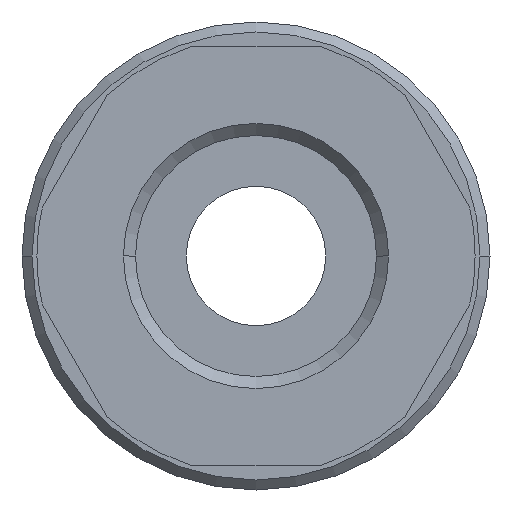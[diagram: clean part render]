
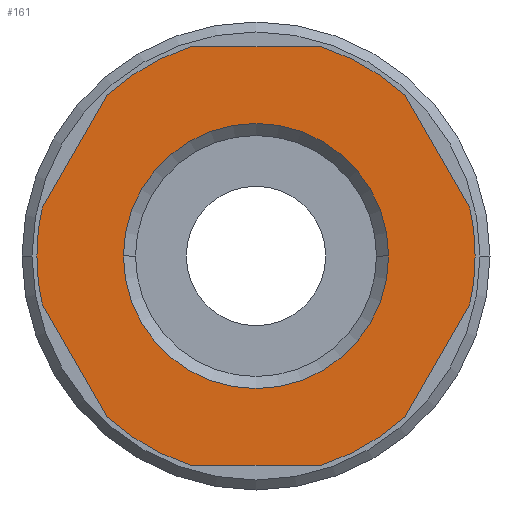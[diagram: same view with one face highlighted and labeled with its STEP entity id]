
A CAD part, front view. The second image highlights one B-rep face of the part: STEP entity #161.
In plain terms, the highlighted planar face has unit normal (0, -1, 0).
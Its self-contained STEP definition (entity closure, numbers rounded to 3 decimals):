
#161=ADVANCED_FACE('',(#422,#423),#424,.T.);
#422=FACE_BOUND('',#791,.T.);
#423=FACE_OUTER_BOUND('',#792,.T.);
#424=PLANE('',#793);
#791=EDGE_LOOP('',(#30348,#30349));
#792=EDGE_LOOP('',(#30350,#30351,#30352,#30353,#30354,#30355,#30356,#30357,#30358,#30359,#30360,#30361,#30362,#30363));
#793=AXIS2_PLACEMENT_3D('',#30364,#30365,#30366);
#30348=ORIENTED_EDGE('',*,*,#31287,.T.);
#30349=ORIENTED_EDGE('',*,*,#31288,.T.);
#30350=ORIENTED_EDGE('',*,*,#31289,.T.);
#30351=ORIENTED_EDGE('',*,*,#31290,.F.);
#30352=ORIENTED_EDGE('',*,*,#31291,.T.);
#30353=ORIENTED_EDGE('',*,*,#31292,.F.);
#30354=ORIENTED_EDGE('',*,*,#31293,.T.);
#30355=ORIENTED_EDGE('',*,*,#31294,.F.);
#30356=ORIENTED_EDGE('',*,*,#31295,.F.);
#30357=ORIENTED_EDGE('',*,*,#31296,.T.);
#30358=ORIENTED_EDGE('',*,*,#31297,.F.);
#30359=ORIENTED_EDGE('',*,*,#31298,.T.);
#30360=ORIENTED_EDGE('',*,*,#31299,.F.);
#30361=ORIENTED_EDGE('',*,*,#31300,.T.);
#30362=ORIENTED_EDGE('',*,*,#31301,.F.);
#30363=ORIENTED_EDGE('',*,*,#31302,.F.);
#30364=CARTESIAN_POINT('',(5.5,0.0,0.0));
#30365=DIRECTION('',(-0.0,-1.0,-0.0));
#30366=DIRECTION('',(-1.0,0.0,0.0));
#31287=EDGE_CURVE('',#31694,#31695,#31696,.T.);
#31288=EDGE_CURVE('',#31695,#31694,#31697,.T.);
#31289=EDGE_CURVE('',#31698,#31699,#31700,.T.);
#31290=EDGE_CURVE('',#31701,#31699,#31702,.T.);
#31291=EDGE_CURVE('',#31701,#31703,#31704,.T.);
#31292=EDGE_CURVE('',#31705,#31703,#31706,.T.);
#31293=EDGE_CURVE('',#31705,#31707,#31708,.T.);
#31294=EDGE_CURVE('',#31709,#31707,#31710,.T.);
#31295=EDGE_CURVE('',#31711,#31709,#31712,.T.);
#31296=EDGE_CURVE('',#31711,#31713,#31714,.T.);
#31297=EDGE_CURVE('',#31715,#31713,#31716,.T.);
#31298=EDGE_CURVE('',#31715,#31717,#31718,.T.);
#31299=EDGE_CURVE('',#31719,#31717,#31720,.T.);
#31300=EDGE_CURVE('',#31719,#31721,#31722,.T.);
#31301=EDGE_CURVE('',#31723,#31721,#31724,.T.);
#31302=EDGE_CURVE('',#31698,#31723,#31725,.T.);
#31694=VERTEX_POINT('',#32263);
#31695=VERTEX_POINT('',#32264);
#31696=CIRCLE('',#32265,6.655);
#31697=CIRCLE('',#32266,6.655);
#31698=VERTEX_POINT('',#32267);
#31699=VERTEX_POINT('',#32268);
#31700=LINE('',#32269,#32270);
#31701=VERTEX_POINT('',#32271);
#31702=CIRCLE('',#32272,11.0);
#31703=VERTEX_POINT('',#32273);
#31704=LINE('',#32274,#32275);
#31705=VERTEX_POINT('',#32276);
#31706=CIRCLE('',#32277,11.0);
#31707=VERTEX_POINT('',#32278);
#31708=LINE('',#32279,#32280);
#31709=VERTEX_POINT('',#32281);
#31710=CIRCLE('',#32282,11.0);
#31711=VERTEX_POINT('',#32283);
#31712=CIRCLE('',#32284,11.0);
#31713=VERTEX_POINT('',#32285);
#31714=LINE('',#32286,#32287);
#31715=VERTEX_POINT('',#32288);
#31716=CIRCLE('',#32289,11.0);
#31717=VERTEX_POINT('',#32290);
#31718=LINE('',#32291,#32292);
#31719=VERTEX_POINT('',#32293);
#31720=CIRCLE('',#32294,11.0);
#31721=VERTEX_POINT('',#32295);
#31722=LINE('',#32296,#32297);
#31723=VERTEX_POINT('',#32298);
#31724=CIRCLE('',#32299,11.0);
#31725=CIRCLE('',#32300,11.0);
#32263=CARTESIAN_POINT('',(-6.655,0.0,0.));
#32264=CARTESIAN_POINT('',(6.655,0.0,0.));
#32265=AXIS2_PLACEMENT_3D('',#35616,#35617,#35618);
#32266=AXIS2_PLACEMENT_3D('',#35619,#35620,#35621);
#32267=CARTESIAN_POINT('',(-10.733,0.0,-2.411));
#32268=CARTESIAN_POINT('',(-7.454,0.0,-8.089));
#32269=CARTESIAN_POINT('',(-8.406,0.0,-6.441));
#32270=VECTOR('',#35622,1.0);
#32271=CARTESIAN_POINT('',(-3.279,0.0,-10.5));
#32272=AXIS2_PLACEMENT_3D('',#35623,#35624,#35625);
#32273=CARTESIAN_POINT('',(3.279,0.0,-10.5));
#32274=CARTESIAN_POINT('',(2.75,0.0,-10.5));
#32275=VECTOR('',#35626,1.0);
#32276=CARTESIAN_POINT('',(7.454,0.0,-8.089));
#32277=AXIS2_PLACEMENT_3D('',#35627,#35628,#35629);
#32278=CARTESIAN_POINT('',(10.733,0.0,-2.411));
#32279=CARTESIAN_POINT('',(9.781,0.0,-4.059));
#32280=VECTOR('',#35630,1.0);
#32281=CARTESIAN_POINT('',(11.0,0.0,0.));
#32282=AXIS2_PLACEMENT_3D('',#35631,#35632,#35633);
#32283=CARTESIAN_POINT('',(10.733,0.0,2.411));
#32284=AXIS2_PLACEMENT_3D('',#35634,#35635,#35636);
#32285=CARTESIAN_POINT('',(7.454,0.0,8.089));
#32286=CARTESIAN_POINT('',(9.781,0.0,4.059));
#32287=VECTOR('',#35637,1.0);
#32288=CARTESIAN_POINT('',(3.279,0.0,10.5));
#32289=AXIS2_PLACEMENT_3D('',#35638,#35639,#35640);
#32290=CARTESIAN_POINT('',(-3.279,0.0,10.5));
#32291=CARTESIAN_POINT('',(2.75,0.0,10.5));
#32292=VECTOR('',#35641,1.0);
#32293=CARTESIAN_POINT('',(-7.454,0.0,8.089));
#32294=AXIS2_PLACEMENT_3D('',#35642,#35643,#35644);
#32295=CARTESIAN_POINT('',(-10.733,0.0,2.411));
#32296=CARTESIAN_POINT('',(-8.406,0.0,6.441));
#32297=VECTOR('',#35645,1.0);
#32298=CARTESIAN_POINT('',(-11.0,0.0,0.));
#32299=AXIS2_PLACEMENT_3D('',#35646,#35647,#35648);
#32300=AXIS2_PLACEMENT_3D('',#35649,#35650,#35651);
#35616=CARTESIAN_POINT('',(0.0,0.0,0.0));
#35617=DIRECTION('',(-0.0,1.0,0.0));
#35618=DIRECTION('',(1.0,0.0,0.0));
#35619=CARTESIAN_POINT('',(0.0,0.0,0.0));
#35620=DIRECTION('',(-0.0,1.0,0.0));
#35621=DIRECTION('',(1.0,0.0,0.0));
#35622=DIRECTION('',(0.5,0.0,-0.866));
#35623=CARTESIAN_POINT('',(0.0,0.0,0.0));
#35624=DIRECTION('',(-0.0,1.0,0.0));
#35625=DIRECTION('',(1.0,0.0,0.0));
#35626=DIRECTION('',(1.0,-0.0,0.0));
#35627=CARTESIAN_POINT('',(0.0,0.0,0.0));
#35628=DIRECTION('',(-0.0,1.0,0.0));
#35629=DIRECTION('',(1.0,0.0,0.0));
#35630=DIRECTION('',(0.5,-0.0,0.866));
#35631=CARTESIAN_POINT('',(0.0,0.0,0.0));
#35632=DIRECTION('',(-0.0,1.0,0.0));
#35633=DIRECTION('',(1.0,0.0,0.0));
#35634=CARTESIAN_POINT('',(0.0,0.0,0.0));
#35635=DIRECTION('',(-0.0,1.0,0.0));
#35636=DIRECTION('',(1.0,0.0,0.0));
#35637=DIRECTION('',(-0.5,0.0,0.866));
#35638=CARTESIAN_POINT('',(0.0,0.0,0.0));
#35639=DIRECTION('',(-0.0,1.0,0.0));
#35640=DIRECTION('',(1.0,0.0,0.0));
#35641=DIRECTION('',(-1.0,0.0,0.));
#35642=CARTESIAN_POINT('',(0.0,0.0,0.0));
#35643=DIRECTION('',(-0.0,1.0,0.0));
#35644=DIRECTION('',(1.0,0.0,0.0));
#35645=DIRECTION('',(-0.5,0.0,-0.866));
#35646=CARTESIAN_POINT('',(0.0,0.0,0.0));
#35647=DIRECTION('',(-0.0,1.0,0.0));
#35648=DIRECTION('',(1.0,0.0,0.0));
#35649=CARTESIAN_POINT('',(0.0,0.0,0.0));
#35650=DIRECTION('',(-0.0,1.0,0.0));
#35651=DIRECTION('',(1.0,0.0,0.0));
